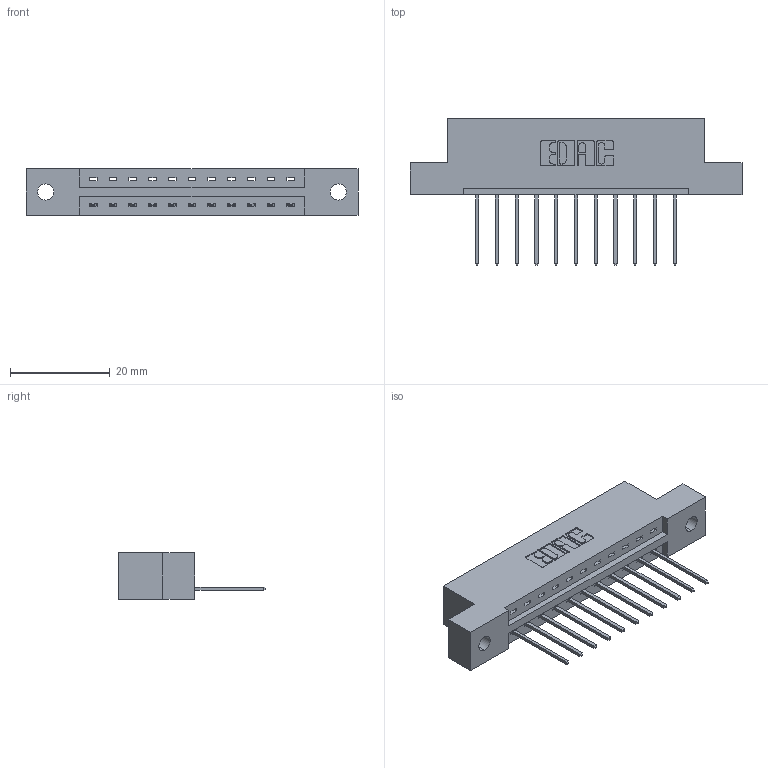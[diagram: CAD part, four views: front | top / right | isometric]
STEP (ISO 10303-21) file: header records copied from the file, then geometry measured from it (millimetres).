
FILE_DESCRIPTION (( 'STEP AP203' ), '1' );
FILE_NAME ('387-011-540-102.STEP', '2019-10-02T12:14:34', ( '' ), ( '' ), 'SwSTEP 2.0', 'SolidWorks 2016', '' );
FILE_SCHEMA (( 'CONFIG_CONTROL_DESIGN' ));
Length unit declared in the file: inch
Products named in the file (3): 337 Part_Flush Mounting Lugs - 0.128 Dia; 387-011-540-102; 345-292-001_345-293-140
Assembly tree (12 placements, depth 2):
  387-011-540-102
    337 Part_Flush Mounting Lugs - 0.128 Dia
    345-292-001_345-293-140  x11
Bounding box: 66.6 x 29.47 x 9.4 mm (x, y, z)
Volume: 6512.1 mm3; surface area: 6397.9 mm2
Topology: 12 solids, 12 shells, 796 faces, 2379 edges, 1570 vertices
Faces by surface type: plane 576, cylinder 220
Entity records: 12207 total; most frequent: CARTESIAN_POINT 2131, ORIENTED_EDGE 2078, DIRECTION 1857, EDGE_CURVE 1039, VECTOR 911, LINE 911, VERTEX_POINT 690, AXIS2_PLACEMENT_3D 473
